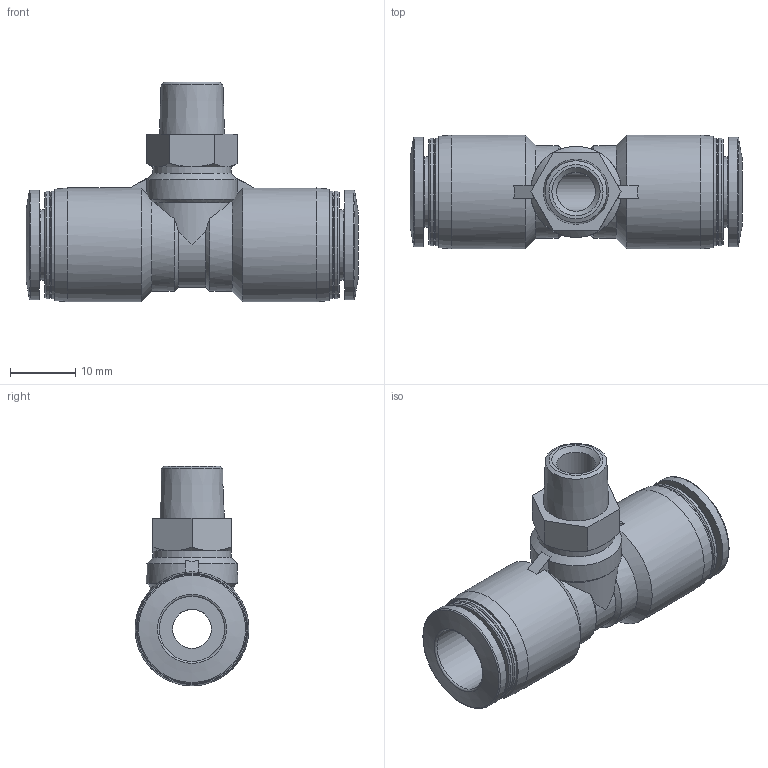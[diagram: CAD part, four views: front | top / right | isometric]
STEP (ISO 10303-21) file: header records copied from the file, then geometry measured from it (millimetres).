
FILE_DESCRIPTION(/* description */ ('STEP AP214'),/* implementation_level */ '2;1');
FILE_NAME(/* name */ '190667_QST-1_8-10',/* time_stamp */ '2024-09-11T11:10:53+02:00',/* author */ ('License CC BY-ND 4.0'),/* organization */ ('CADENAS'),/* preprocessor_version */ 'ST-DEVELOPER v19.3',/* originating_system */ 'PARTsolutions',/* authorisation */ ' ');
FILE_SCHEMA (('AUTOMOTIVE_DESIGN {1 0 10303 214 3 1 1}'));
Length unit declared in the file: millimetre
Products named in the file (1): 190667 QST-1/8-10
Bounding box: 51 x 17.5 x 33.75 mm (x, y, z)
Volume: 8440.7 mm3; surface area: 6063.5 mm2
Topology: 1 solids, 1 shells, 76 faces, 177 edges, 110 vertices
Faces by surface type: cone 26, cylinder 22, plane 22, torus 6
Full cylindrical faces by diameter (mm): 6 x2, 10 x2, 10.8 x2, 12 x1, 16.5 x4, 16.8 x2, 17.5 x2
Entity records: 2541 total; most frequent: CARTESIAN_POINT 441, DIRECTION 322, ORIENTED_EDGE 272, AXIS2_PLACEMENT_3D 149, EDGE_CURVE 136, EDGE_LOOP 122, FACE_BOUND 122, VERTEX_POINT 104
